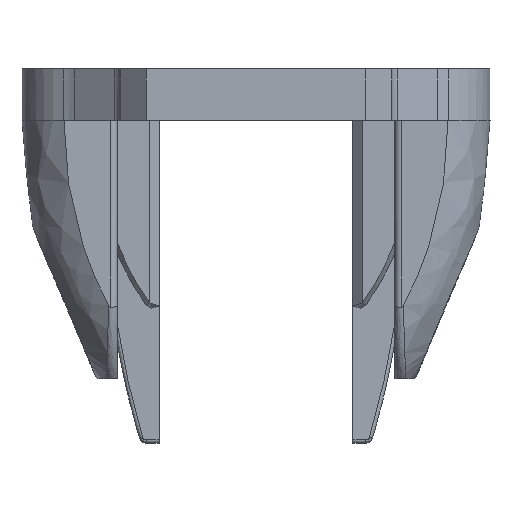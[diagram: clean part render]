
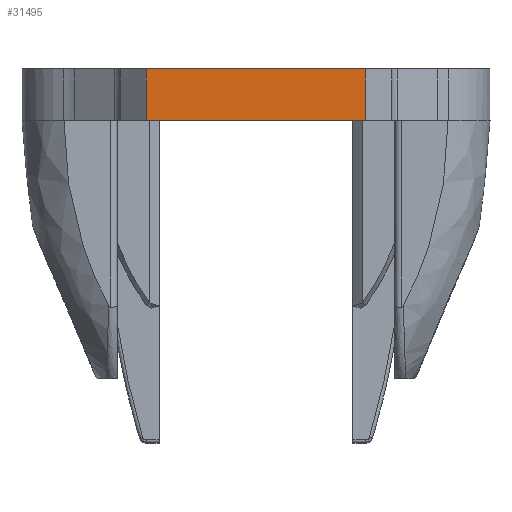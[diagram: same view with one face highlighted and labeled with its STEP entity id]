
A CAD part, left-side view. The second image highlights one B-rep face of the part: STEP entity #31495.
In plain terms, the highlighted planar face has unit normal (-1, 0, 0).
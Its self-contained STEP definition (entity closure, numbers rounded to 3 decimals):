
#77 = PLANE('',#78);
#78 = AXIS2_PLACEMENT_3D('',#79,#80,#81);
#79 = CARTESIAN_POINT('',(55.,21.,-152.));
#80 = DIRECTION('',(0.,0.,1.));
#81 = DIRECTION('',(1.,0.,-0.));
#4643 = PLANE('',#4644);
#4644 = AXIS2_PLACEMENT_3D('',#4645,#4646,#4647);
#4645 = CARTESIAN_POINT('',(3.6,21.5,-160.));
#4646 = DIRECTION('',(-0.,0.,1.));
#4647 = DIRECTION('',(1.,0.,0.));
#5244 = PLANE('',#5245);
#5245 = AXIS2_PLACEMENT_3D('',#5246,#5247,#5248);
#5246 = CARTESIAN_POINT('',(-14.,17.,-152.));
#5247 = DIRECTION('',(-0.707,0.707,0.));
#5248 = DIRECTION('',(-0.707,-0.707,0.));
#5299 = EDGE_CURVE('',#5300,#5302,#5304,.T.);
#5300 = VERTEX_POINT('',#5301);
#5301 = CARTESIAN_POINT('',(-14.,17.,-152.));
#5302 = VERTEX_POINT('',#5303);
#5303 = CARTESIAN_POINT('',(-14.,17.,-160.));
#5304 = SURFACE_CURVE('',#5305,(#5309,#5316),.PCURVE_S1.);
#5305 = LINE('',#5306,#5307);
#5306 = CARTESIAN_POINT('',(-14.,17.,-152.));
#5307 = VECTOR('',#5308,1.);
#5308 = DIRECTION('',(0.,0.,-1.));
#5309 = PCURVE('',#5244,#5310);
#5310 = DEFINITIONAL_REPRESENTATION('',(#5311),#5315);
#5311 = LINE('',#5312,#5313);
#5312 = CARTESIAN_POINT('',(-0.,0.));
#5313 = VECTOR('',#5314,1.);
#5314 = DIRECTION('',(-0.,-1.));
#5315 = ( GEOMETRIC_REPRESENTATION_CONTEXT(2) 
PARAMETRIC_REPRESENTATION_CONTEXT() REPRESENTATION_CONTEXT('2D SPACE',''
  ) );
#5316 = PCURVE('',#5317,#5322);
#5317 = PLANE('',#5318);
#5318 = AXIS2_PLACEMENT_3D('',#5319,#5320,#5321);
#5319 = CARTESIAN_POINT('',(-14.,0.,-152.));
#5320 = DIRECTION('',(1.,-0.,0.));
#5321 = DIRECTION('',(-0.,0.,1.));
#5322 = DEFINITIONAL_REPRESENTATION('',(#5323),#5327);
#5323 = LINE('',#5324,#5325);
#5324 = CARTESIAN_POINT('',(0.,-17.));
#5325 = VECTOR('',#5326,1.);
#5326 = DIRECTION('',(-1.,-0.));
#5327 = ( GEOMETRIC_REPRESENTATION_CONTEXT(2) 
PARAMETRIC_REPRESENTATION_CONTEXT() REPRESENTATION_CONTEXT('2D SPACE',''
  ) );
#14903 = EDGE_CURVE('',#14904,#5300,#14906,.T.);
#14904 = VERTEX_POINT('',#14905);
#14905 = CARTESIAN_POINT('',(-14.,-17.,-152.));
#14906 = SURFACE_CURVE('',#14907,(#14911,#14918),.PCURVE_S1.);
#14907 = LINE('',#14908,#14909);
#14908 = CARTESIAN_POINT('',(-14.,0.,-152.));
#14909 = VECTOR('',#14910,1.);
#14910 = DIRECTION('',(0.,1.,0.));
#14911 = PCURVE('',#77,#14912);
#14912 = DEFINITIONAL_REPRESENTATION('',(#14913),#14917);
#14913 = LINE('',#14914,#14915);
#14914 = CARTESIAN_POINT('',(-69.,-21.));
#14915 = VECTOR('',#14916,1.);
#14916 = DIRECTION('',(0.,1.));
#14917 = ( GEOMETRIC_REPRESENTATION_CONTEXT(2) 
PARAMETRIC_REPRESENTATION_CONTEXT() REPRESENTATION_CONTEXT('2D SPACE',''
  ) );
#14918 = PCURVE('',#5317,#14919);
#14919 = DEFINITIONAL_REPRESENTATION('',(#14920),#14924);
#14920 = LINE('',#14921,#14922);
#14921 = CARTESIAN_POINT('',(0.,0.));
#14922 = VECTOR('',#14923,1.);
#14923 = DIRECTION('',(0.,-1.));
#14924 = ( GEOMETRIC_REPRESENTATION_CONTEXT(2) 
PARAMETRIC_REPRESENTATION_CONTEXT() REPRESENTATION_CONTEXT('2D SPACE',''
  ) );
#14942 = PLANE('',#14943);
#14943 = AXIS2_PLACEMENT_3D('',#14944,#14945,#14946);
#14944 = CARTESIAN_POINT('',(-14.,-17.,-152.));
#14945 = DIRECTION('',(-0.707,-0.707,0.));
#14946 = DIRECTION('',(0.707,-0.707,0.));
#19645 = EDGE_CURVE('',#14904,#19646,#19648,.T.);
#19646 = VERTEX_POINT('',#19647);
#19647 = CARTESIAN_POINT('',(-14.,-17.,-160.));
#19648 = SURFACE_CURVE('',#19649,(#19653,#19660),.PCURVE_S1.);
#19649 = LINE('',#19650,#19651);
#19650 = CARTESIAN_POINT('',(-14.,-17.,-152.));
#19651 = VECTOR('',#19652,1.);
#19652 = DIRECTION('',(-0.,-0.,-1.));
#19653 = PCURVE('',#14942,#19654);
#19654 = DEFINITIONAL_REPRESENTATION('',(#19655),#19659);
#19655 = LINE('',#19656,#19657);
#19656 = CARTESIAN_POINT('',(0.,0.));
#19657 = VECTOR('',#19658,1.);
#19658 = DIRECTION('',(0.,-1.));
#19659 = ( GEOMETRIC_REPRESENTATION_CONTEXT(2) 
PARAMETRIC_REPRESENTATION_CONTEXT() REPRESENTATION_CONTEXT('2D SPACE',''
  ) );
#19660 = PCURVE('',#5317,#19661);
#19661 = DEFINITIONAL_REPRESENTATION('',(#19662),#19666);
#19662 = LINE('',#19663,#19664);
#19663 = CARTESIAN_POINT('',(0.,17.));
#19664 = VECTOR('',#19665,1.);
#19665 = DIRECTION('',(-1.,0.));
#19666 = ( GEOMETRIC_REPRESENTATION_CONTEXT(2) 
PARAMETRIC_REPRESENTATION_CONTEXT() REPRESENTATION_CONTEXT('2D SPACE',''
  ) );
#31495 = ADVANCED_FACE('',(#31496),#5317,.F.);
#31496 = FACE_BOUND('',#31497,.T.);
#31497 = EDGE_LOOP('',(#31498,#31499,#31500,#31520,#31538));
#31498 = ORIENTED_EDGE('',*,*,#14903,.T.);
#31499 = ORIENTED_EDGE('',*,*,#5299,.T.);
#31500 = ORIENTED_EDGE('',*,*,#31501,.F.);
#31501 = EDGE_CURVE('',#31502,#5302,#31504,.T.);
#31502 = VERTEX_POINT('',#31503);
#31503 = CARTESIAN_POINT('',(-14.,0.,-160.));
#31504 = SURFACE_CURVE('',#31505,(#31508,#31514),.PCURVE_S1.);
#31505 = B_SPLINE_CURVE_WITH_KNOTS('',1,(#31506,#31507),.UNSPECIFIED.,
  .F.,.F.,(2,2),(0.,17.),.PIECEWISE_BEZIER_KNOTS.);
#31506 = CARTESIAN_POINT('',(-14.,0.,-160.));
#31507 = CARTESIAN_POINT('',(-14.,17.,-160.));
#31508 = PCURVE('',#5317,#31509);
#31509 = DEFINITIONAL_REPRESENTATION('',(#31510),#31513);
#31510 = B_SPLINE_CURVE_WITH_KNOTS('',1,(#31511,#31512),.UNSPECIFIED.,
  .F.,.F.,(2,2),(0.,17.),.PIECEWISE_BEZIER_KNOTS.);
#31511 = CARTESIAN_POINT('',(-8.,0.));
#31512 = CARTESIAN_POINT('',(-8.,-17.));
#31513 = ( GEOMETRIC_REPRESENTATION_CONTEXT(2) 
PARAMETRIC_REPRESENTATION_CONTEXT() REPRESENTATION_CONTEXT('2D SPACE',''
  ) );
#31514 = PCURVE('',#4643,#31515);
#31515 = DEFINITIONAL_REPRESENTATION('',(#31516),#31519);
#31516 = B_SPLINE_CURVE_WITH_KNOTS('',1,(#31517,#31518),.UNSPECIFIED.,
  .F.,.F.,(2,2),(0.,17.),.PIECEWISE_BEZIER_KNOTS.);
#31517 = CARTESIAN_POINT('',(-17.6,-21.5));
#31518 = CARTESIAN_POINT('',(-17.6,-4.5));
#31519 = ( GEOMETRIC_REPRESENTATION_CONTEXT(2) 
PARAMETRIC_REPRESENTATION_CONTEXT() REPRESENTATION_CONTEXT('2D SPACE',''
  ) );
#31520 = ORIENTED_EDGE('',*,*,#31521,.T.);
#31521 = EDGE_CURVE('',#31502,#19646,#31522,.T.);
#31522 = SURFACE_CURVE('',#31523,(#31526,#31532),.PCURVE_S1.);
#31523 = B_SPLINE_CURVE_WITH_KNOTS('',1,(#31524,#31525),.UNSPECIFIED.,
  .F.,.F.,(2,2),(0.,17.),.PIECEWISE_BEZIER_KNOTS.);
#31524 = CARTESIAN_POINT('',(-14.,0.,-160.));
#31525 = CARTESIAN_POINT('',(-14.,-17.,-160.));
#31526 = PCURVE('',#5317,#31527);
#31527 = DEFINITIONAL_REPRESENTATION('',(#31528),#31531);
#31528 = B_SPLINE_CURVE_WITH_KNOTS('',1,(#31529,#31530),.UNSPECIFIED.,
  .F.,.F.,(2,2),(0.,17.),.PIECEWISE_BEZIER_KNOTS.);
#31529 = CARTESIAN_POINT('',(-8.,0.));
#31530 = CARTESIAN_POINT('',(-8.,17.));
#31531 = ( GEOMETRIC_REPRESENTATION_CONTEXT(2) 
PARAMETRIC_REPRESENTATION_CONTEXT() REPRESENTATION_CONTEXT('2D SPACE',''
  ) );
#31532 = PCURVE('',#4643,#31533);
#31533 = DEFINITIONAL_REPRESENTATION('',(#31534),#31537);
#31534 = B_SPLINE_CURVE_WITH_KNOTS('',1,(#31535,#31536),.UNSPECIFIED.,
  .F.,.F.,(2,2),(0.,17.),.PIECEWISE_BEZIER_KNOTS.);
#31535 = CARTESIAN_POINT('',(-17.6,-21.5));
#31536 = CARTESIAN_POINT('',(-17.6,-38.5));
#31537 = ( GEOMETRIC_REPRESENTATION_CONTEXT(2) 
PARAMETRIC_REPRESENTATION_CONTEXT() REPRESENTATION_CONTEXT('2D SPACE',''
  ) );
#31538 = ORIENTED_EDGE('',*,*,#19645,.F.);
